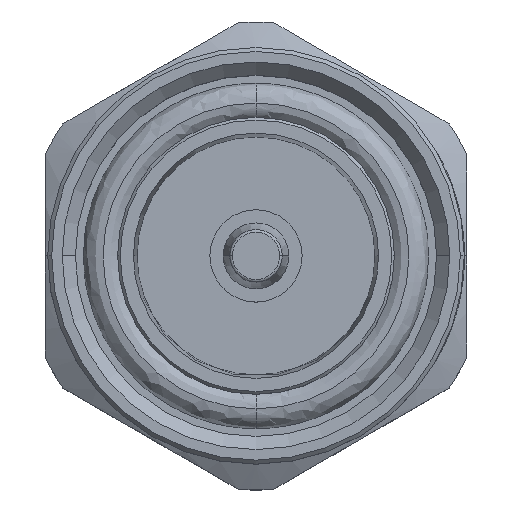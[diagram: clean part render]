
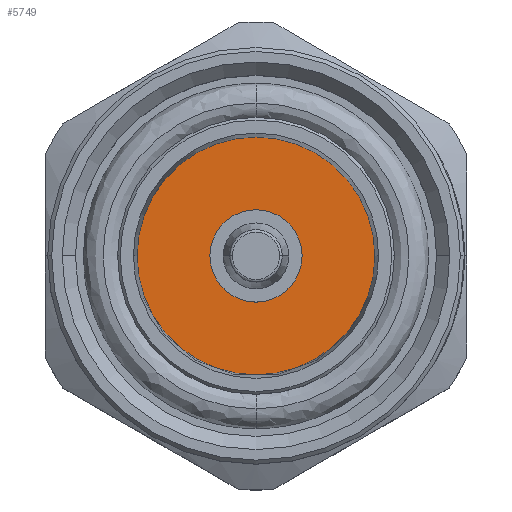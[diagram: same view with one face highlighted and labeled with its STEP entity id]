
A CAD part, top view. The second image highlights one B-rep face of the part: STEP entity #5749.
In plain terms, the highlighted planar face has unit normal (0, 0, 1).
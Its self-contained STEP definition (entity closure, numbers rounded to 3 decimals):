
#52 = CARTESIAN_POINT ( 'NONE',  ( 0., 0., -7.1 ) ) ;
#122 = ORIENTED_EDGE ( 'NONE', *, *, #5899, .T. ) ;
#208 = CARTESIAN_POINT ( 'NONE',  ( -9.025, 0., -7.1 ) ) ;
#324 = AXIS2_PLACEMENT_3D ( 'NONE', #1074, #9537, #2309 ) ;
#789 = FACE_BOUND ( 'NONE', #9987, .T. ) ;
#1074 = CARTESIAN_POINT ( 'NONE',  ( 0., 9.025, -7.1 ) ) ;
#1295 = DIRECTION ( 'NONE',  ( 1., 0., 0. ) ) ;
#1315 = CARTESIAN_POINT ( 'NONE',  ( 0., 0., -7.1 ) ) ;
#1332 = EDGE_CURVE ( 'NONE', #7657, #11936, #15600, .T. ) ;
#1341 = CARTESIAN_POINT ( 'NONE',  ( 0., 0., -7.1 ) ) ;
#1793 = DIRECTION ( 'NONE',  ( 1., 0., 0. ) ) ;
#2177 = CARTESIAN_POINT ( 'NONE',  ( 0., 0., -7.1 ) ) ;
#2309 = DIRECTION ( 'NONE',  ( 1., 0., 0. ) ) ;
#2532 = DIRECTION ( 'NONE',  ( 1., 0., 0. ) ) ;
#2872 = DIRECTION ( 'NONE',  ( 0., 0., -1. ) ) ;
#2971 = ORIENTED_EDGE ( 'NONE', *, *, #8924, .T. ) ;
#3375 = DIRECTION ( 'NONE',  ( 1., 0., 0. ) ) ;
#3403 = PLANE ( 'NONE',  #324 ) ;
#3566 = CIRCLE ( 'NONE', #10724, 9.025 ) ;
#3982 = FACE_OUTER_BOUND ( 'NONE', #15264, .T. ) ;
#5630 = CARTESIAN_POINT ( 'NONE',  ( 3.5, 0., -7.1 ) ) ;
#5749 = ADVANCED_FACE ( 'NONE', ( #789, #3982 ), #3403, .T. ) ;
#5899 = EDGE_CURVE ( 'NONE', #13255, #13625, #10641, .T. ) ;
#6005 = AXIS2_PLACEMENT_3D ( 'NONE', #52, #8516, #1295 ) ;
#7657 = VERTEX_POINT ( 'NONE', #11881 ) ;
#8516 = DIRECTION ( 'NONE',  ( 0., 0., 1. ) ) ;
#8924 = EDGE_CURVE ( 'NONE', #11936, #7657, #14023, .T. ) ;
#9069 = ORIENTED_EDGE ( 'NONE', *, *, #1332, .T. ) ;
#9537 = DIRECTION ( 'NONE',  ( 0., 0., 1. ) ) ;
#9606 = CARTESIAN_POINT ( 'NONE',  ( 9.025, 0., -7.1 ) ) ;
#9765 = DIRECTION ( 'NONE',  ( 0., 0., -1. ) ) ;
#9987 = EDGE_LOOP ( 'NONE', ( #2971, #9069 ) ) ;
#10406 = AXIS2_PLACEMENT_3D ( 'NONE', #1341, #2872, #1793 ) ;
#10630 = DIRECTION ( 'NONE',  ( 0., 0., 1. ) ) ;
#10641 = CIRCLE ( 'NONE', #6005, 9.025 ) ;
#10724 = AXIS2_PLACEMENT_3D ( 'NONE', #2177, #10630, #3375 ) ;
#11881 = CARTESIAN_POINT ( 'NONE',  ( -3.5, 0., -7.1 ) ) ;
#11936 = VERTEX_POINT ( 'NONE', #5630 ) ;
#12781 = AXIS2_PLACEMENT_3D ( 'NONE', #1315, #9765, #2532 ) ;
#13255 = VERTEX_POINT ( 'NONE', #9606 ) ;
#13625 = VERTEX_POINT ( 'NONE', #208 ) ;
#14023 = CIRCLE ( 'NONE', #12781, 3.5 ) ;
#15154 = ORIENTED_EDGE ( 'NONE', *, *, #15705, .T. ) ;
#15264 = EDGE_LOOP ( 'NONE', ( #122, #15154 ) ) ;
#15600 = CIRCLE ( 'NONE', #10406, 3.5 ) ;
#15705 = EDGE_CURVE ( 'NONE', #13625, #13255, #3566, .T. ) ;
